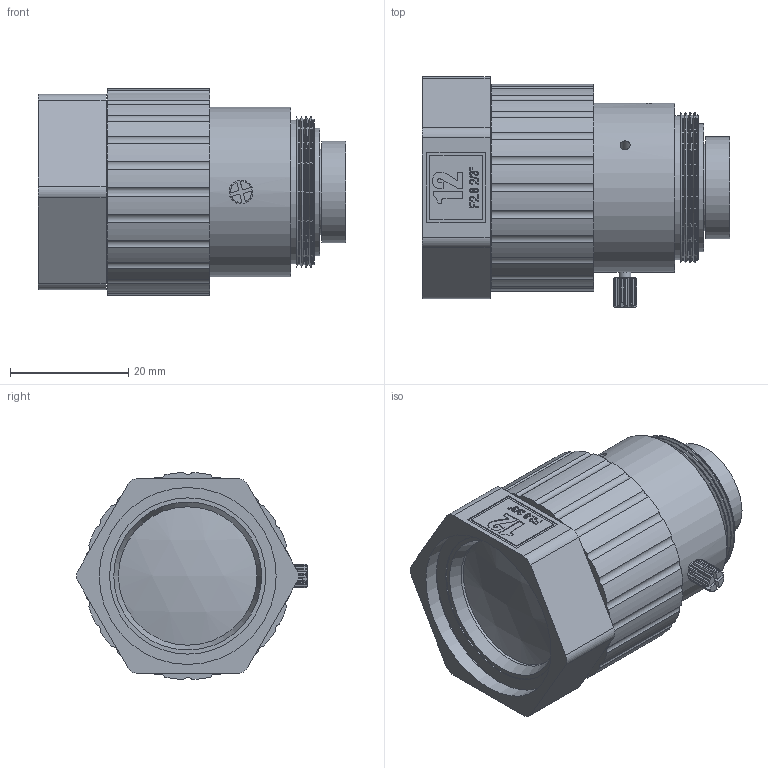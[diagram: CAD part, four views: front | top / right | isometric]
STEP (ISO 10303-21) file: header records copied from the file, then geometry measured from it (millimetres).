
FILE_DESCRIPTION (( 'STEP AP203' ), '1' );
FILE_NAME ('600103.STEP', '2024-11-18T04:06:06', ( 'Windows User' ), ( 'P R C' ), 'SwSTEP 2.0', 'SolidWorks 2020', '' );
FILE_SCHEMA (( 'CONFIG_CONTROL_DESIGN' ));
Length unit declared in the file: millimetre
Products named in the file (1): 600103
Bounding box: 52 x 38.93 x 34.97 mm (x, y, z)
Volume: 34853.4 mm3; surface area: 16115.4 mm2
Topology: 4 solids, 4 shells, 381 faces, 960 edges, 638 vertices
Faces by surface type: plane 186, cylinder 120, bspline 53, cone 19, sphere 2, torus 1
Full cylindrical faces by diameter (mm): 1 x1, 1.4 x1, 1.7 x4, 2 x1, 2.5 x1, 2.8 x1, 11.4 x1, 12.4 x1, 14.6 x1, 15.4 x2, 15.6 x2, 16 x1, 17.2 x1, 20.4 x1, 20.6 x1, 21.6 x1, 22 x3, 23.4 x1, 24.3 x1, 24.4 x1, 24.541 x4, 25.4 x4, 26.4 x2, 27.8 x1, 28 x2, 28.6 x1, 29.8 x1, 29.9 x1, 30 x1, 30.9 x1
Entity records: 14415 total; most frequent: CARTESIAN_POINT 5803, ORIENTED_EDGE 1758, DIRECTION 1596, EDGE_CURVE 879, VERTEX_POINT 621, AXIS2_PLACEMENT_3D 578, EDGE_LOOP 506, VECTOR 440
